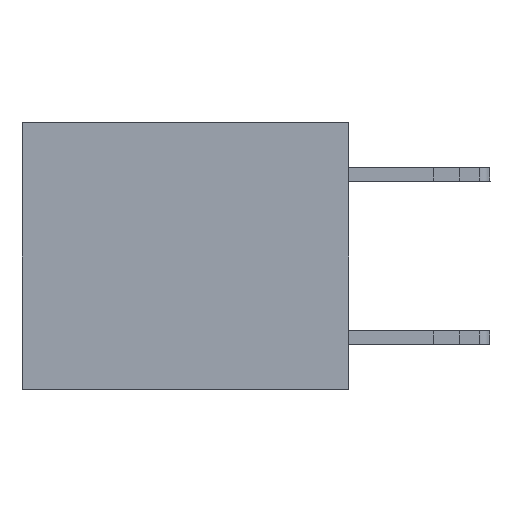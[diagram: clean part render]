
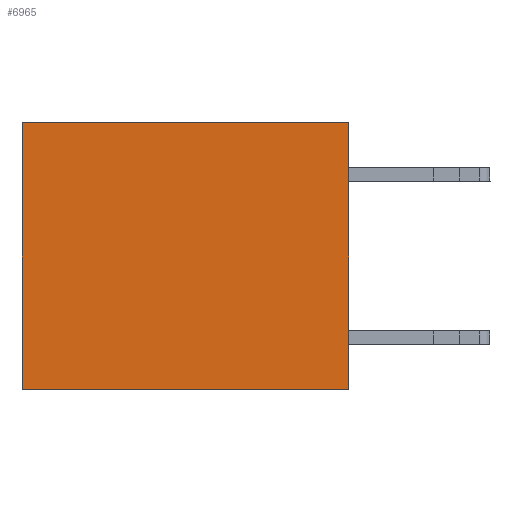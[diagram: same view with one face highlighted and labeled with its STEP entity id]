
A CAD part, left-side view. The second image highlights one B-rep face of the part: STEP entity #6965.
In plain terms, the highlighted planar face has unit normal (-1, 0, 0).
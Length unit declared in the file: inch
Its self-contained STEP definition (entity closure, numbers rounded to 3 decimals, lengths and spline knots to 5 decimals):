
#494 = ORIENTED_EDGE ( 'NONE', *, *, #19502, .F. ) ;
#627 = VERTEX_POINT ( 'NONE', #2434 ) ;
#1362 = VERTEX_POINT ( 'NONE', #19735 ) ;
#1445 = DIRECTION ( 'NONE',  ( 0., 0., -1. ) ) ;
#1482 = AXIS2_PLACEMENT_3D ( 'NONE', #1488, #24194, #7115 ) ;
#1488 = CARTESIAN_POINT ( 'NONE',  ( 0.3165, 0., -0.49 ) ) ;
#2434 = CARTESIAN_POINT ( 'NONE',  ( 0.3165, 0., -0.49 ) ) ;
#3011 = CARTESIAN_POINT ( 'NONE',  ( 0.3165, 0.6, -0.49 ) ) ;
#3192 = ORIENTED_EDGE ( 'NONE', *, *, #5256, .F. ) ;
#5057 = VERTEX_POINT ( 'NONE', #20107 ) ;
#5256 = EDGE_CURVE ( 'NONE', #5057, #627, #23231, .T. ) ;
#6965 = ADVANCED_FACE ( 'NONE', ( #11448 ), #14517, .F. ) ;
#7115 = DIRECTION ( 'NONE',  ( 0., 0., -1. ) ) ;
#8495 = DIRECTION ( 'NONE',  ( 0., 0., -1. ) ) ;
#8897 = CARTESIAN_POINT ( 'NONE',  ( 0.3165, 0., 0. ) ) ;
#10271 = LINE ( 'NONE', #16174, #16245 ) ;
#10789 = CARTESIAN_POINT ( 'NONE',  ( 0.3165, 0., -0.49 ) ) ;
#11448 = FACE_OUTER_BOUND ( 'NONE', #20472, .T. ) ;
#12082 = VECTOR ( 'NONE', #20698, 39.37008 ) ;
#12084 = ORIENTED_EDGE ( 'NONE', *, *, #19728, .T. ) ;
#12293 = ORIENTED_EDGE ( 'NONE', *, *, #19802, .T. ) ;
#13338 = VERTEX_POINT ( 'NONE', #3011 ) ;
#13545 = LINE ( 'NONE', #8897, #23139 ) ;
#14517 = PLANE ( 'NONE',  #1482 ) ;
#15411 = VECTOR ( 'NONE', #1445, 39.37008 ) ;
#16174 = CARTESIAN_POINT ( 'NONE',  ( 0.3165, 0.6, -0.49 ) ) ;
#16245 = VECTOR ( 'NONE', #8495, 39.37008 ) ;
#19502 = EDGE_CURVE ( 'NONE', #627, #13338, #23452, .T. ) ;
#19728 = EDGE_CURVE ( 'NONE', #1362, #13338, #10271, .T. ) ;
#19735 = CARTESIAN_POINT ( 'NONE',  ( 0.3165, 0.6, 0. ) ) ;
#19802 = EDGE_CURVE ( 'NONE', #5057, #1362, #13545, .T. ) ;
#20107 = CARTESIAN_POINT ( 'NONE',  ( 0.3165, 0., 0. ) ) ;
#20472 = EDGE_LOOP ( 'NONE', ( #12084, #494, #3192, #12293 ) ) ;
#20698 = DIRECTION ( 'NONE',  ( 0., 1., 0. ) ) ;
#22366 = DIRECTION ( 'NONE',  ( 0., 1., 0. ) ) ;
#22371 = CARTESIAN_POINT ( 'NONE',  ( 0.3165, 0., -0.49 ) ) ;
#23139 = VECTOR ( 'NONE', #22366, 39.37008 ) ;
#23231 = LINE ( 'NONE', #10789, #15411 ) ;
#23452 = LINE ( 'NONE', #22371, #12082 ) ;
#24194 = DIRECTION ( 'NONE',  ( 1., 0., 0. ) ) ;
